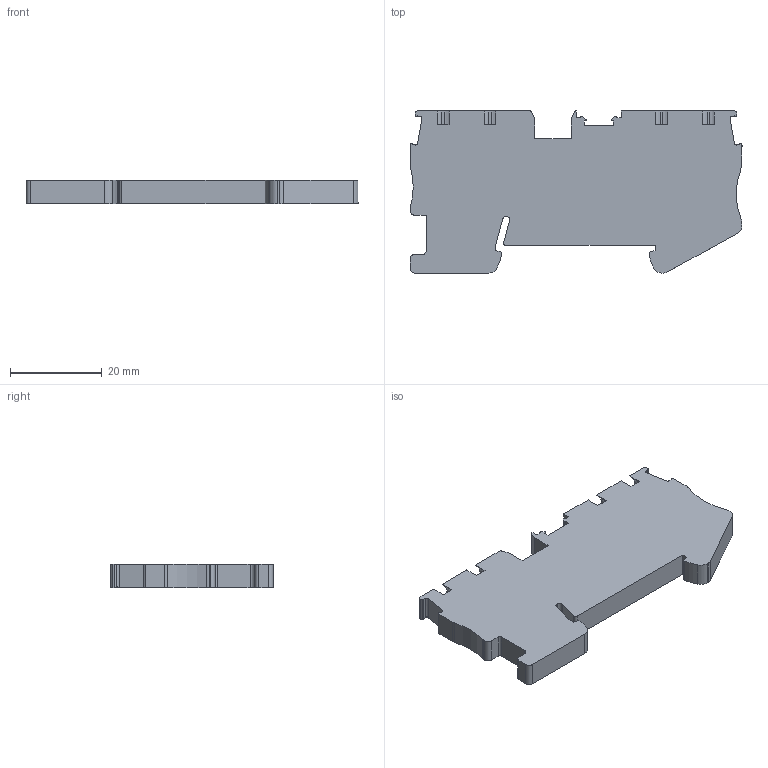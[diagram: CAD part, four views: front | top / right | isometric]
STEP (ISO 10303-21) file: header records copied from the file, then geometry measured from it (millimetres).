
FILE_DESCRIPTION(('SolidDesigner STEP Export'),'2;1');
FILE_NAME('3210279_PT_2.5_QUATTRO_DIO_R_L-select.stp','2012-11-23T11:40:26',(''),(''),'Creo Elements/Direct Modeling STEP processor for AP214 (Solid Model)','Creo Elements/Direct Modeling 18.1 06-May-2012 (C) Parametric Technology GmbH','');
FILE_SCHEMA(('AUTOMOTIVE_DESIGN { 1 0 10303 214 1 1 1 1 }'));
Length unit declared in the file: millimetre
Products named in the file (2): 3210279_PT_2.5_QUATTRO_DIO_R_L-select
Assembly tree (1 placements, depth 2):
  3210279_PT_2.5_QUATTRO_DIO_R_L-select
    3210279_PT_2.5_QUATTRO_DIO_R_L-select
Bounding box: 72.2 x 35.25 x 5.15 mm (x, y, z)
Volume: 10524.4 mm3; surface area: 5787.5 mm2
Topology: 1 solids, 1 shells, 163 faces, 480 edges, 323 vertices
Faces by surface type: plane 95, cylinder 68
Entity records: 6326 total; most frequent: ORIENTED_EDGE 960, CARTESIAN_POINT 959, DIRECTION 928, EDGE_CURVE 480, VECTOR 344, LINE 344, VERTEX_POINT 323, AXIS2_PLACEMENT_3D 292
